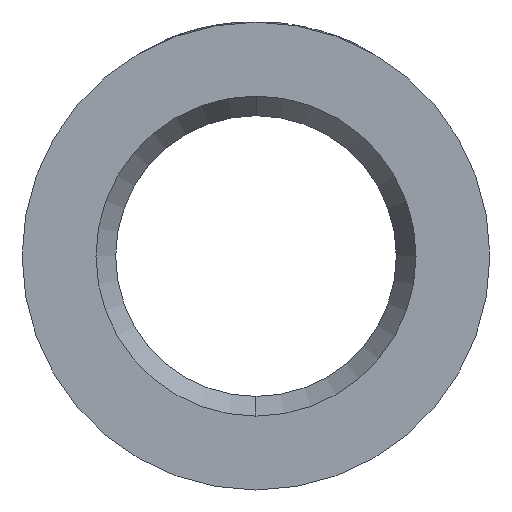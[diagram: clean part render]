
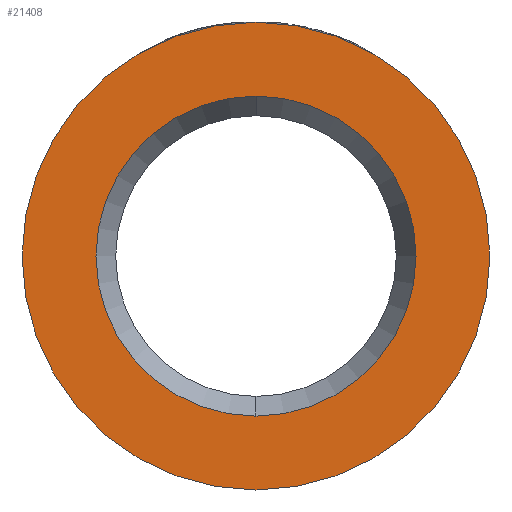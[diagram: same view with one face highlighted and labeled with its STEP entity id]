
A CAD part, left-side view. The second image highlights one B-rep face of the part: STEP entity #21408.
In plain terms, the highlighted planar face has unit normal (-1, 0, 0).
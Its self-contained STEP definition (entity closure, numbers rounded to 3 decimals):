
#1941 = CIRCLE ( 'NONE', #10161, 95. ) ;
#1980 = CIRCLE ( 'NONE', #10164, 65. ) ;
#1992 = VERTEX_POINT ( 'NONE', #7425 ) ;
#3119 = CARTESIAN_POINT ( 'NONE',  ( 0., 0., 65. ) ) ;
#3120 = CARTESIAN_POINT ( 'NONE',  ( 0., 0., -65. ) ) ;
#5829 = CARTESIAN_POINT ( 'NONE',  ( 0., 65., 0. ) ) ;
#5833 = PLANE ( 'NONE',  #21573 ) ;
#5838 = DIRECTION ( 'NONE',  ( 1., 0., 0. ) ) ;
#5839 = DIRECTION ( 'NONE',  ( 0., 0., -1. ) ) ;
#7382 = VERTEX_POINT ( 'NONE', #7429 ) ;
#7425 = CARTESIAN_POINT ( 'NONE',  ( 0., 0., -95. ) ) ;
#7429 = CARTESIAN_POINT ( 'NONE',  ( 0., 0., 95. ) ) ;
#8090 = EDGE_CURVE ( 'NONE', #1992, #7382, #1941, .T. ) ;
#8091 = EDGE_CURVE ( 'NONE', #15461, #15462, #1980, .T. ) ;
#8120 = EDGE_CURVE ( 'NONE', #15462, #15461, #17566, .T. ) ;
#8124 = EDGE_CURVE ( 'NONE', #7382, #1992, #17559, .T. ) ;
#8803 = DIRECTION ( 'NONE',  ( 0., 0., 1. ) ) ;
#8852 = DIRECTION ( 'NONE',  ( -1., 0., 0. ) ) ;
#8936 = CARTESIAN_POINT ( 'NONE',  ( 0., 0., 0. ) ) ;
#8960 = CARTESIAN_POINT ( 'NONE',  ( 0., 0., 0. ) ) ;
#8971 = DIRECTION ( 'NONE',  ( -1., 0., 0. ) ) ;
#8985 = DIRECTION ( 'NONE',  ( 0., 0., 1. ) ) ;
#10161 = AXIS2_PLACEMENT_3D ( 'NONE', #8936, #8852, #8803 ) ;
#10164 = AXIS2_PLACEMENT_3D ( 'NONE', #8960, #8971, #8985 ) ;
#10206 = AXIS2_PLACEMENT_3D ( 'NONE', #23357, #23351, #23348 ) ;
#10210 = AXIS2_PLACEMENT_3D ( 'NONE', #23234, #23230, #23219 ) ;
#14328 = ORIENTED_EDGE ( 'NONE', *, *, #8090, .T. ) ;
#14333 = ORIENTED_EDGE ( 'NONE', *, *, #8120, .F. ) ;
#14347 = ORIENTED_EDGE ( 'NONE', *, *, #8091, .F. ) ;
#14358 = ORIENTED_EDGE ( 'NONE', *, *, #8124, .T. ) ;
#15461 = VERTEX_POINT ( 'NONE', #3119 ) ;
#15462 = VERTEX_POINT ( 'NONE', #3120 ) ;
#15494 = EDGE_LOOP ( 'NONE', ( #14347, #14333 ) ) ;
#15501 = EDGE_LOOP ( 'NONE', ( #14358, #14328 ) ) ;
#17559 = CIRCLE ( 'NONE', #10210, 95. ) ;
#17566 = CIRCLE ( 'NONE', #10206, 65. ) ;
#21408 = ADVANCED_FACE ( 'NONE', ( #23905, #23910 ), #5833, .F. ) ;
#21573 = AXIS2_PLACEMENT_3D ( 'NONE', #5829, #5838, #5839 ) ;
#23219 = DIRECTION ( 'NONE',  ( 0., 0., 1. ) ) ;
#23230 = DIRECTION ( 'NONE',  ( -1., 0., 0. ) ) ;
#23234 = CARTESIAN_POINT ( 'NONE',  ( 0., 0., 0. ) ) ;
#23348 = DIRECTION ( 'NONE',  ( 0., 0., 1. ) ) ;
#23351 = DIRECTION ( 'NONE',  ( -1., 0., 0. ) ) ;
#23357 = CARTESIAN_POINT ( 'NONE',  ( 0., 0., 0. ) ) ;
#23905 = FACE_BOUND ( 'NONE', #15494, .T. ) ;
#23910 = FACE_OUTER_BOUND ( 'NONE', #15501, .T. ) ;
